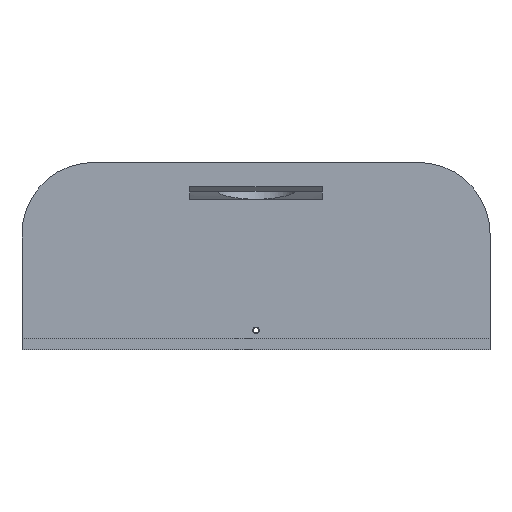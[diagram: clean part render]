
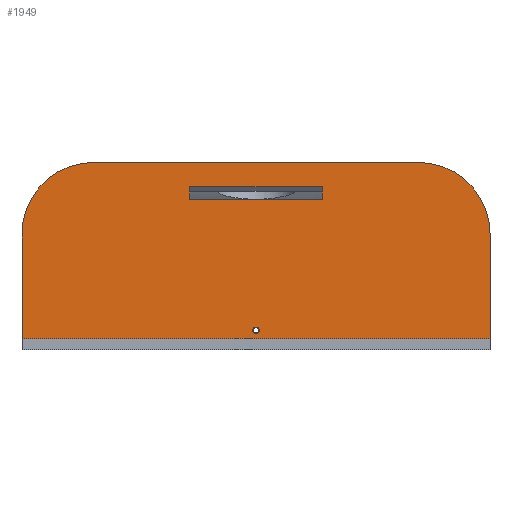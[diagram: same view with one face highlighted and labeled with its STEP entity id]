
A CAD part, front view. The second image highlights one B-rep face of the part: STEP entity #1949.
In plain terms, the highlighted planar face has unit normal (0, -1, 0).
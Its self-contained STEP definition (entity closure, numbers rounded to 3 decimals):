
#55=FACE_BOUND('',#326,.T.);
#56=FACE_BOUND('',#327,.T.);
#94=PLANE('',#2142);
#202=FACE_OUTER_BOUND('',#325,.T.);
#325=EDGE_LOOP('',(#1653,#1654,#1655,#1656,#1657,#1658));
#326=EDGE_LOOP('',(#1659,#1660,#1661,#1662));
#327=EDGE_LOOP('',(#1663));
#423=LINE('',#3017,#563);
#428=LINE('',#3027,#568);
#458=LINE('',#3360,#598);
#479=LINE('',#3714,#619);
#483=LINE('',#3720,#623);
#502=LINE('',#4007,#642);
#503=LINE('',#4009,#643);
#504=LINE('',#4010,#644);
#563=VECTOR('',#2248,10.);
#568=VECTOR('',#2255,10.);
#598=VECTOR('',#2387,10.);
#619=VECTOR('',#2476,10.);
#623=VECTOR('',#2482,10.);
#642=VECTOR('',#2577,10.);
#643=VECTOR('',#2578,10.);
#644=VECTOR('',#2579,10.);
#708=CIRCLE('',#2024,0.6);
#754=CIRCLE('',#2129,13.);
#762=CIRCLE('',#2140,13.);
#813=VERTEX_POINT('',#3015);
#814=VERTEX_POINT('',#3016);
#817=VERTEX_POINT('',#3024);
#822=VERTEX_POINT('',#3038);
#871=VERTEX_POINT('',#3357);
#872=VERTEX_POINT('',#3359);
#899=VERTEX_POINT('',#3713);
#915=VERTEX_POINT('',#3829);
#920=VERTEX_POINT('',#3999);
#921=VERTEX_POINT('',#4000);
#922=VERTEX_POINT('',#4008);
#1003=EDGE_CURVE('',#813,#814,#423,.T.);
#1008=EDGE_CURVE('',#814,#817,#428,.T.);
#1015=EDGE_CURVE('',#822,#822,#708,.T.);
#1085=EDGE_CURVE('',#872,#871,#458,.T.);
#1134=EDGE_CURVE('',#899,#813,#479,.T.);
#1138=EDGE_CURVE('',#817,#899,#483,.T.);
#1166=EDGE_CURVE('',#915,#871,#754,.T.);
#1177=EDGE_CURVE('',#920,#921,#762,.T.);
#1181=EDGE_CURVE('',#921,#915,#502,.T.);
#1182=EDGE_CURVE('',#922,#920,#503,.T.);
#1183=EDGE_CURVE('',#922,#872,#504,.T.);
#1653=ORIENTED_EDGE('',*,*,#1166,.F.);
#1654=ORIENTED_EDGE('',*,*,#1181,.F.);
#1655=ORIENTED_EDGE('',*,*,#1177,.F.);
#1656=ORIENTED_EDGE('',*,*,#1182,.F.);
#1657=ORIENTED_EDGE('',*,*,#1183,.T.);
#1658=ORIENTED_EDGE('',*,*,#1085,.T.);
#1659=ORIENTED_EDGE('',*,*,#1008,.T.);
#1660=ORIENTED_EDGE('',*,*,#1138,.T.);
#1661=ORIENTED_EDGE('',*,*,#1134,.T.);
#1662=ORIENTED_EDGE('',*,*,#1003,.T.);
#1663=ORIENTED_EDGE('',*,*,#1015,.T.);
#1949=ADVANCED_FACE('',(#202,#55,#56),#94,.T.);
#2024=AXIS2_PLACEMENT_3D('',#3040,#2269,#2270);
#2129=AXIS2_PLACEMENT_3D('',#3830,#2545,#2546);
#2140=AXIS2_PLACEMENT_3D('',#4001,#2568,#2569);
#2142=AXIS2_PLACEMENT_3D('',#4006,#2575,#2576);
#2248=DIRECTION('',(1.,0.,0.));
#2255=DIRECTION('',(0.,0.,-1.));
#2269=DIRECTION('center_axis',(0.,1.,0.));
#2270=DIRECTION('ref_axis',(-1.,0.,0.));
#2387=DIRECTION('',(0.,0.,1.));
#2476=DIRECTION('',(0.,0.,1.));
#2482=DIRECTION('',(-1.,0.,0.));
#2545=DIRECTION('center_axis',(0.,1.,0.));
#2546=DIRECTION('ref_axis',(0.707,0.,0.707));
#2568=DIRECTION('center_axis',(0.,1.,0.));
#2569=DIRECTION('ref_axis',(-0.707,0.,0.707));
#2575=DIRECTION('center_axis',(0.,-1.,0.));
#2576=DIRECTION('ref_axis',(1.,0.,0.));
#2577=DIRECTION('',(1.,0.,0.));
#2578=DIRECTION('',(0.,0.,1.));
#2579=DIRECTION('',(1.,0.,0.));
#3015=CARTESIAN_POINT('',(30.5,-24.,-18.394));
#3016=CARTESIAN_POINT('',(54.5,-24.,-18.394));
#3017=CARTESIAN_POINT('',(27.25,-24.,-18.394));
#3024=CARTESIAN_POINT('',(54.5,-24.,-20.75));
#3027=CARTESIAN_POINT('',(54.5,-24.,-32.625));
#3038=CARTESIAN_POINT('',(43.1,-24.,-44.5));
#3040=CARTESIAN_POINT('Origin',(42.5,-24.,-44.5));
#3357=CARTESIAN_POINT('',(85.,-24.,-27.));
#3359=CARTESIAN_POINT('',(85.,-24.,-46.));
#3360=CARTESIAN_POINT('',(85.,-24.,-46.));
#3713=CARTESIAN_POINT('',(30.5,-24.,-20.75));
#3714=CARTESIAN_POINT('',(30.5,-24.,-33.375));
#3720=CARTESIAN_POINT('',(27.25,-24.,-20.75));
#3829=CARTESIAN_POINT('',(72.,-24.,-14.));
#3830=CARTESIAN_POINT('Origin',(72.,-24.,-27.));
#3999=CARTESIAN_POINT('',(0.,-24.,-27.));
#4000=CARTESIAN_POINT('',(13.,-24.,-14.));
#4001=CARTESIAN_POINT('Origin',(13.,-24.,-27.));
#4006=CARTESIAN_POINT('Origin',(0.,-24.,-46.));
#4007=CARTESIAN_POINT('',(0.,-24.,-14.));
#4008=CARTESIAN_POINT('',(0.,-24.,-46.));
#4009=CARTESIAN_POINT('',(0.,-24.,-46.));
#4010=CARTESIAN_POINT('',(0.,-24.,-46.));
